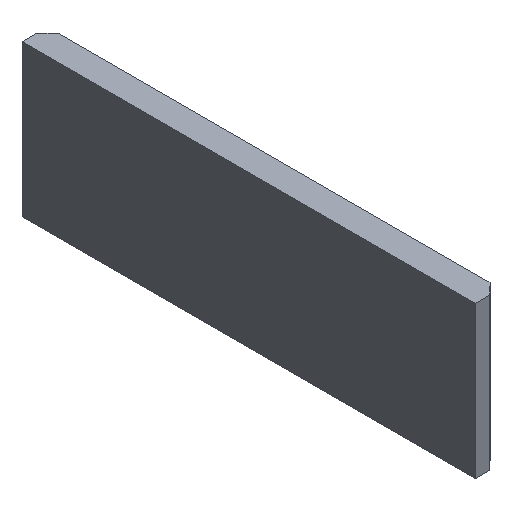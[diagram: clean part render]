
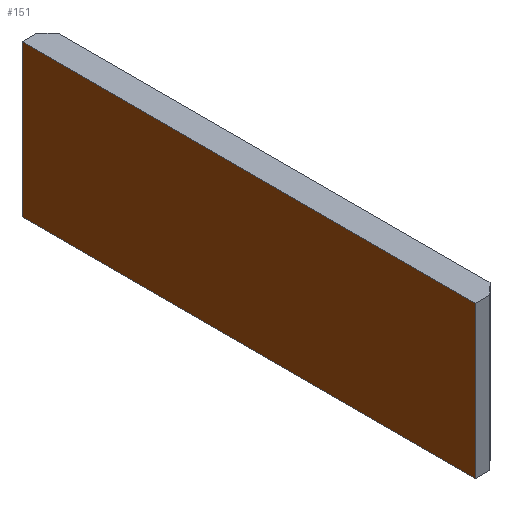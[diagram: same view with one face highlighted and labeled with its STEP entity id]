
A CAD part, isometric view. The second image highlights one B-rep face of the part: STEP entity #151.
In plain terms, the highlighted planar face has unit normal (-1, 0, 0).
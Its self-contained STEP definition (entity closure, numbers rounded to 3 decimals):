
#44=ORIENTED_EDGE('',*,*,#61,.T.);
#45=ORIENTED_EDGE('',*,*,#64,.T.);
#46=ORIENTED_EDGE('',*,*,#68,.T.);
#47=ORIENTED_EDGE('',*,*,#71,.T.);
#61=EDGE_CURVE('',#75,#79,#91,.T.);
#64=EDGE_CURVE('',#79,#81,#94,.T.);
#68=EDGE_CURVE('',#81,#85,#98,.T.);
#71=EDGE_CURVE('',#85,#75,#101,.T.);
#75=VERTEX_POINT('',#215);
#79=VERTEX_POINT('',#223);
#81=VERTEX_POINT('',#229);
#85=VERTEX_POINT('',#238);
#91=LINE('',#224,#109);
#94=LINE('',#230,#112);
#98=LINE('',#239,#116);
#101=LINE('',#243,#119);
#109=VECTOR('',#184,1000.);
#112=VECTOR('',#189,1000.);
#116=VECTOR('',#195,1000.);
#119=VECTOR('',#200,1000.);
#127=EDGE_LOOP('',(#44,#45,#46,#47));
#135=FACE_BOUND('',#127,.T.);
#143=PLANE('',#172);
#151=ADVANCED_FACE('',(#135),#143,.T.);
#172=AXIS2_PLACEMENT_3D('',#247,#205,#206);
#184=DIRECTION('',(0.,-1.,0.));
#189=DIRECTION('',(0.,0.,1.));
#195=DIRECTION('',(0.,1.,0.));
#200=DIRECTION('',(0.,0.,-1.));
#205=DIRECTION('',(-1.,0.,0.));
#206=DIRECTION('',(0.,0.,1.));
#215=CARTESIAN_POINT('',(-4.,29.4,-1.527));
#223=CARTESIAN_POINT('',(-4.,-1.7,-1.527));
#224=CARTESIAN_POINT('',(-4.,29.4,-1.527));
#229=CARTESIAN_POINT('',(-4.,-1.7,8.873));
#230=CARTESIAN_POINT('',(-4.,-1.7,-1.527));
#238=CARTESIAN_POINT('',(-4.,29.4,8.873));
#239=CARTESIAN_POINT('',(-4.,-1.7,8.873));
#243=CARTESIAN_POINT('',(-4.,29.4,8.873));
#247=CARTESIAN_POINT('',(-4.,0.,0.));
